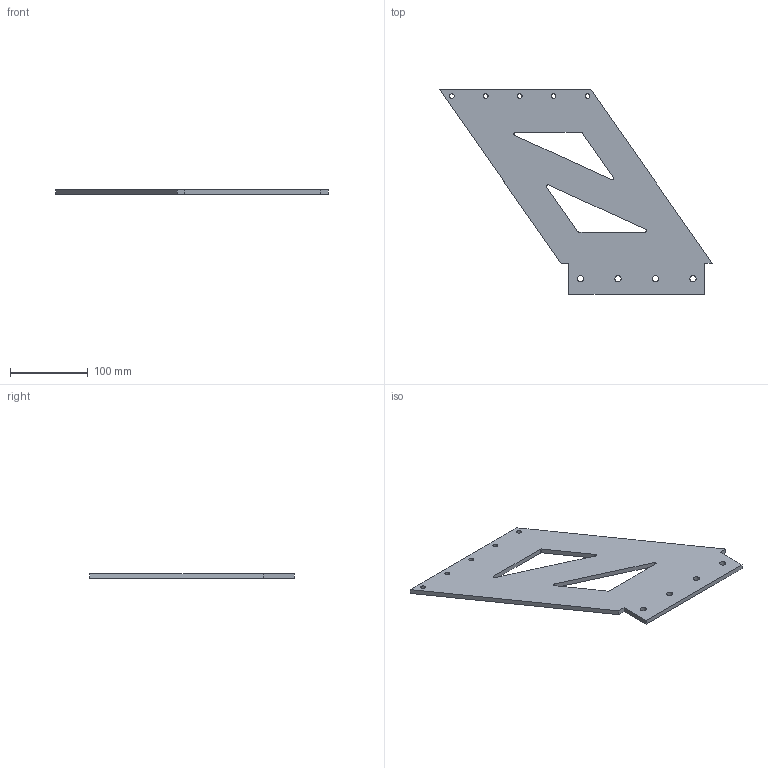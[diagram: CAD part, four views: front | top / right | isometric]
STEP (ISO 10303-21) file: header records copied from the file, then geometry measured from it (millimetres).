
FILE_DESCRIPTION(('FreeCAD Model'),'2;1');
FILE_NAME('Open CASCADE Shape Model','2024-08-19T02:09:08',('Author'),( ''),'Open CASCADE STEP processor 7.5','FreeCAD','Unknown');
FILE_SCHEMA(('AUTOMOTIVE_DESIGN { 1 0 10303 214 1 1 1 1 }'));
Length unit declared in the file: millimetre
Products named in the file (1): Pocket001
Bounding box: 351.59 x 263.63 x 6 mm (x, y, z)
Volume: 265427.2 mm3; surface area: 99389.9 mm2
Topology: 1 solids, 1 shells, 31 faces, 87 edges, 58 vertices
Faces by surface type: plane 16, cylinder 15
Full cylindrical faces by diameter (mm): 6 x5, 8 x4
Entity records: 2214 total; most frequent: CARTESIAN_POINT 399, DIRECTION 337, LINE 189, VECTOR 189, ORIENTED_EDGE 174, PCURVE 174, DEFINITIONAL_REPRESENTATION 174, EDGE_CURVE 87
